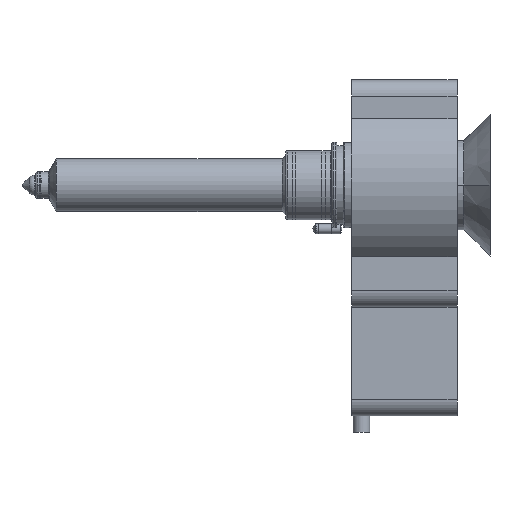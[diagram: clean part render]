
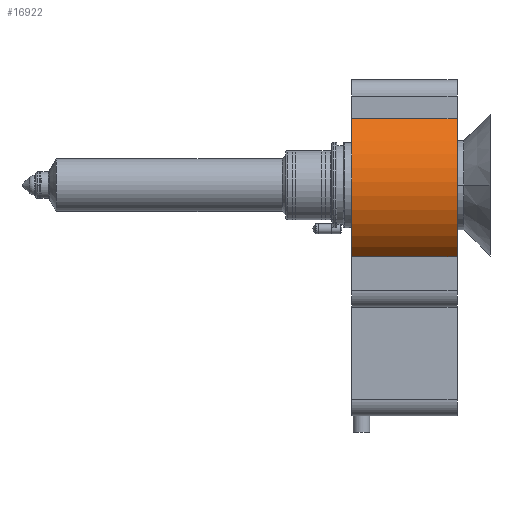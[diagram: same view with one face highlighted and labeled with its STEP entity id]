
A CAD part, top view. The second image highlights one B-rep face of the part: STEP entity #16922.
In plain terms, the highlighted cylindrical face has radius 27 mm (diameter 54 mm), a partial arc.
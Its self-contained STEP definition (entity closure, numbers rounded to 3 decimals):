
#62 = CARTESIAN_POINT ( 'NONE',  ( -16., 21.749, -32. ) ) ;
#100 = FACE_OUTER_BOUND ( 'NONE', #661, .T. ) ;
#479 = AXIS2_PLACEMENT_3D ( 'NONE', #17306, #15944, #15879 ) ;
#564 = AXIS2_PLACEMENT_3D ( 'NONE', #15886, #9528, #5178 ) ;
#661 = EDGE_LOOP ( 'NONE', ( #10215, #4788, #15616, #20131 ) ) ;
#692 = VECTOR ( 'NONE', #17814, 1000. ) ;
#1933 = CARTESIAN_POINT ( 'NONE',  ( -18., -20.125, -32. ) ) ;
#2658 = VERTEX_POINT ( 'NONE', #10958 ) ;
#3079 = CARTESIAN_POINT ( 'NONE',  ( 0., 0., -32. ) ) ;
#4519 = EDGE_CURVE ( 'NONE', #2658, #11442, #10188, .T. ) ;
#4788 = ORIENTED_EDGE ( 'NONE', *, *, #11550, .F. ) ;
#4907 = AXIS2_PLACEMENT_3D ( 'NONE', #3079, #14003, #12480 ) ;
#5142 = VERTEX_POINT ( 'NONE', #11437 ) ;
#5178 = DIRECTION ( 'NONE',  ( 1., 0., 0. ) ) ;
#5278 = CIRCLE ( 'NONE', #564, 27. ) ;
#6922 = CARTESIAN_POINT ( 'NONE',  ( -16., 21.749, -32. ) ) ;
#7165 = EDGE_CURVE ( 'NONE', #17956, #2658, #18453, .T. ) ;
#9528 = DIRECTION ( 'NONE',  ( 0., 0., 1. ) ) ;
#9826 = CYLINDRICAL_SURFACE ( 'NONE', #479, 27. ) ;
#9966 = CARTESIAN_POINT ( 'NONE',  ( -18., -20.125, 0. ) ) ;
#10188 = LINE ( 'NONE', #1933, #18524 ) ;
#10215 = ORIENTED_EDGE ( 'NONE', *, *, #13583, .F. ) ;
#10958 = CARTESIAN_POINT ( 'NONE',  ( -18., -20.125, -32. ) ) ;
#11437 = CARTESIAN_POINT ( 'NONE',  ( -16., 21.749, 0. ) ) ;
#11442 = VERTEX_POINT ( 'NONE', #9966 ) ;
#11550 = EDGE_CURVE ( 'NONE', #17956, #5142, #13105, .T. ) ;
#12480 = DIRECTION ( 'NONE',  ( 1., 0., 0. ) ) ;
#13105 = LINE ( 'NONE', #6922, #692 ) ;
#13583 = EDGE_CURVE ( 'NONE', #5142, #11442, #5278, .T. ) ;
#14003 = DIRECTION ( 'NONE',  ( 0., 0., 1. ) ) ;
#15616 = ORIENTED_EDGE ( 'NONE', *, *, #7165, .T. ) ;
#15879 = DIRECTION ( 'NONE',  ( 1., 0., 0. ) ) ;
#15886 = CARTESIAN_POINT ( 'NONE',  ( 0., 0., 0. ) ) ;
#15944 = DIRECTION ( 'NONE',  ( 0., 0., 1. ) ) ;
#16922 = ADVANCED_FACE ( 'NONE', ( #100 ), #9826, .T. ) ;
#17306 = CARTESIAN_POINT ( 'NONE',  ( 0., 0., -32. ) ) ;
#17814 = DIRECTION ( 'NONE',  ( 0., 0., 1. ) ) ;
#17956 = VERTEX_POINT ( 'NONE', #62 ) ;
#18453 = CIRCLE ( 'NONE', #4907, 27. ) ;
#18524 = VECTOR ( 'NONE', #18915, 1000. ) ;
#18915 = DIRECTION ( 'NONE',  ( 0., 0., 1. ) ) ;
#20131 = ORIENTED_EDGE ( 'NONE', *, *, #4519, .T. ) ;
